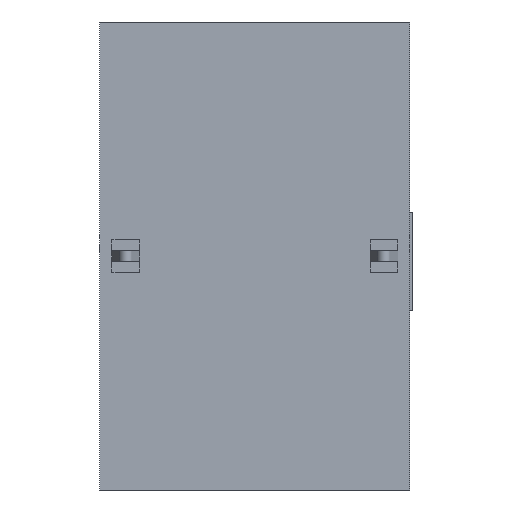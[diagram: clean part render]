
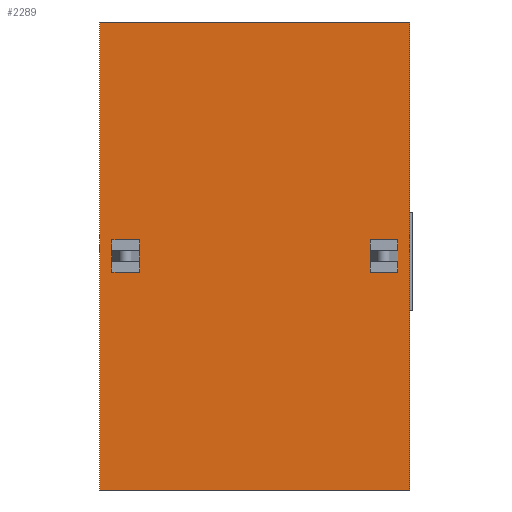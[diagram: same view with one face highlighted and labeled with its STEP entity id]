
A CAD part, front view. The second image highlights one B-rep face of the part: STEP entity #2289.
In plain terms, the highlighted planar face has unit normal (0, -1, 0).
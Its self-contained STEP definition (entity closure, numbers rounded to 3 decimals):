
#99 = LINE ( 'NONE', #347, #2418 ) ;
#151 = PLANE ( 'NONE',  #1486 ) ;
#163 = DIRECTION ( 'NONE',  ( -1., 0., 0. ) ) ;
#263 = EDGE_CURVE ( 'NONE', #2335, #1191, #1636, .T. ) ;
#309 = DIRECTION ( 'NONE',  ( 0., 0., -1. ) ) ;
#339 = EDGE_CURVE ( 'NONE', #1191, #1816, #395, .T. ) ;
#347 = CARTESIAN_POINT ( 'NONE',  ( -215., 0., -142.5 ) ) ;
#353 = CARTESIAN_POINT ( 'NONE',  ( 215., 0., 142.5 ) ) ;
#395 = LINE ( 'NONE', #353, #1567 ) ;
#572 = VECTOR ( 'NONE', #2376, 1000. ) ;
#623 = FACE_OUTER_BOUND ( 'NONE', #717, .T. ) ;
#687 = DIRECTION ( 'NONE',  ( 0., 0., 1. ) ) ;
#689 = VECTOR ( 'NONE', #687, 1000. ) ;
#717 = EDGE_LOOP ( 'NONE', ( #1630, #2115, #1263, #873 ) ) ;
#806 = CARTESIAN_POINT ( 'NONE',  ( 215., 0., -142.5 ) ) ;
#873 = ORIENTED_EDGE ( 'NONE', *, *, #1777, .F. ) ;
#881 = LINE ( 'NONE', #2372, #689 ) ;
#1191 = VERTEX_POINT ( 'NONE', #1707 ) ;
#1263 = ORIENTED_EDGE ( 'NONE', *, *, #2074, .F. ) ;
#1320 = CARTESIAN_POINT ( 'NONE',  ( -215., 0., -142.5 ) ) ;
#1418 = CARTESIAN_POINT ( 'NONE',  ( 0., 0., 0. ) ) ;
#1486 = AXIS2_PLACEMENT_3D ( 'NONE', #1418, #1821, #309 ) ;
#1488 = DIRECTION ( 'NONE',  ( 0., 0., -1. ) ) ;
#1567 = VECTOR ( 'NONE', #1488, 1000. ) ;
#1630 = ORIENTED_EDGE ( 'NONE', *, *, #339, .F. ) ;
#1636 = LINE ( 'NONE', #2209, #572 ) ;
#1707 = CARTESIAN_POINT ( 'NONE',  ( 215., 0., 142.5 ) ) ;
#1777 = EDGE_CURVE ( 'NONE', #1816, #2130, #99, .T. ) ;
#1816 = VERTEX_POINT ( 'NONE', #806 ) ;
#1821 = DIRECTION ( 'NONE',  ( 0., -1., 0. ) ) ;
#1962 = CARTESIAN_POINT ( 'NONE',  ( -215., 0., 142.5 ) ) ;
#2074 = EDGE_CURVE ( 'NONE', #2130, #2335, #881, .T. ) ;
#2115 = ORIENTED_EDGE ( 'NONE', *, *, #263, .F. ) ;
#2130 = VERTEX_POINT ( 'NONE', #1320 ) ;
#2209 = CARTESIAN_POINT ( 'NONE',  ( -215., 0., 142.5 ) ) ;
#2289 = ADVANCED_FACE ( 'NONE', ( #623 ), #151, .T. ) ;
#2335 = VERTEX_POINT ( 'NONE', #1962 ) ;
#2372 = CARTESIAN_POINT ( 'NONE',  ( -215., 0., 142.5 ) ) ;
#2376 = DIRECTION ( 'NONE',  ( 1., 0., 0. ) ) ;
#2418 = VECTOR ( 'NONE', #163, 1000. ) ;
